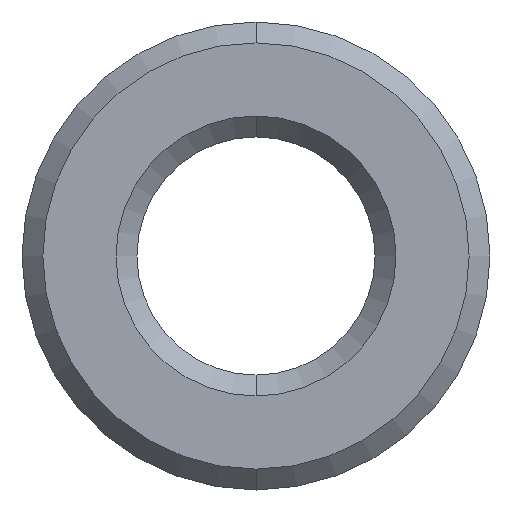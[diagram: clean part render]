
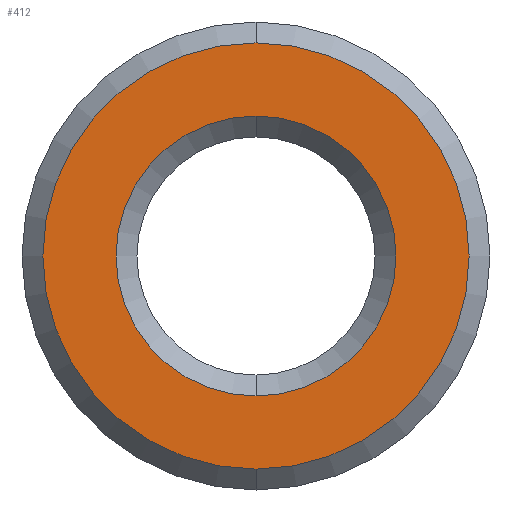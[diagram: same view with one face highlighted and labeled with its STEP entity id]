
A CAD part, front view. The second image highlights one B-rep face of the part: STEP entity #412.
In plain terms, the highlighted planar face has unit normal (0, -1, 0).
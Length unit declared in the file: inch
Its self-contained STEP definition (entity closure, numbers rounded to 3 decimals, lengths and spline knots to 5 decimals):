
#33 = ORIENTED_EDGE ( 'NONE', *, *, #246, .T. ) ;
#43 = DIRECTION ( 'NONE',  ( 0., 0., -1. ) ) ;
#45 = FACE_BOUND ( 'NONE', #291, .T. ) ;
#52 = CARTESIAN_POINT ( 'NONE',  ( 0.4125, -0.135, 1.005 ) ) ;
#54 = AXIS2_PLACEMENT_3D ( 'NONE', #181, #210, #43 ) ;
#56 = DIRECTION ( 'NONE',  ( 0., 0., -1. ) ) ;
#76 = PLANE ( 'NONE',  #127 ) ;
#78 = CIRCLE ( 'NONE', #176, 0.067 ) ;
#88 = CIRCLE ( 'NONE', #367, 0.102 ) ;
#92 = EDGE_LOOP ( 'NONE', ( #33, #145 ) ) ;
#105 = FACE_OUTER_BOUND ( 'NONE', #92, .T. ) ;
#123 = EDGE_CURVE ( 'NONE', #320, #269, #88, .T. ) ;
#124 = CIRCLE ( 'NONE', #240, 0.102 ) ;
#126 = DIRECTION ( 'NONE',  ( 0., 0., 1. ) ) ;
#127 = AXIS2_PLACEMENT_3D ( 'NONE', #216, #282, #427 ) ;
#141 = CARTESIAN_POINT ( 'NONE',  ( 0.4125, -0.135, 1.209 ) ) ;
#145 = ORIENTED_EDGE ( 'NONE', *, *, #123, .T. ) ;
#155 = CARTESIAN_POINT ( 'NONE',  ( 0.4125, -0.135, 1.107 ) ) ;
#176 = AXIS2_PLACEMENT_3D ( 'NONE', #155, #255, #56 ) ;
#181 = CARTESIAN_POINT ( 'NONE',  ( 0.4125, -0.135, 1.107 ) ) ;
#194 = VERTEX_POINT ( 'NONE', #262 ) ;
#210 = DIRECTION ( 'NONE',  ( 0., -1., 0. ) ) ;
#216 = CARTESIAN_POINT ( 'NONE',  ( 0.44884, -0.135, 0.96562 ) ) ;
#225 = EDGE_CURVE ( 'NONE', #194, #395, #78, .T. ) ;
#240 = AXIS2_PLACEMENT_3D ( 'NONE', #373, #368, #126 ) ;
#246 = EDGE_CURVE ( 'NONE', #269, #320, #124, .T. ) ;
#255 = DIRECTION ( 'NONE',  ( 0., -1., 0. ) ) ;
#262 = CARTESIAN_POINT ( 'NONE',  ( 0.4125, -0.135, 1.04 ) ) ;
#269 = VERTEX_POINT ( 'NONE', #141 ) ;
#282 = DIRECTION ( 'NONE',  ( 0., -1., 0. ) ) ;
#291 = EDGE_LOOP ( 'NONE', ( #384, #317 ) ) ;
#317 = ORIENTED_EDGE ( 'NONE', *, *, #425, .F. ) ;
#320 = VERTEX_POINT ( 'NONE', #52 ) ;
#354 = DIRECTION ( 'NONE',  ( 0., 0., 1. ) ) ;
#366 = CARTESIAN_POINT ( 'NONE',  ( 0.4125, -0.135, 1.174 ) ) ;
#367 = AXIS2_PLACEMENT_3D ( 'NONE', #393, #388, #354 ) ;
#368 = DIRECTION ( 'NONE',  ( 0., -1., 0. ) ) ;
#373 = CARTESIAN_POINT ( 'NONE',  ( 0.4125, -0.135, 1.107 ) ) ;
#384 = ORIENTED_EDGE ( 'NONE', *, *, #225, .F. ) ;
#388 = DIRECTION ( 'NONE',  ( 0., -1., 0. ) ) ;
#393 = CARTESIAN_POINT ( 'NONE',  ( 0.4125, -0.135, 1.107 ) ) ;
#395 = VERTEX_POINT ( 'NONE', #366 ) ;
#409 = CIRCLE ( 'NONE', #54, 0.067 ) ;
#412 = ADVANCED_FACE ( 'NONE', ( #45, #105 ), #76, .T. ) ;
#425 = EDGE_CURVE ( 'NONE', #395, #194, #409, .T. ) ;
#427 = DIRECTION ( 'NONE',  ( 0.509, 0., 0.861 ) ) ;
